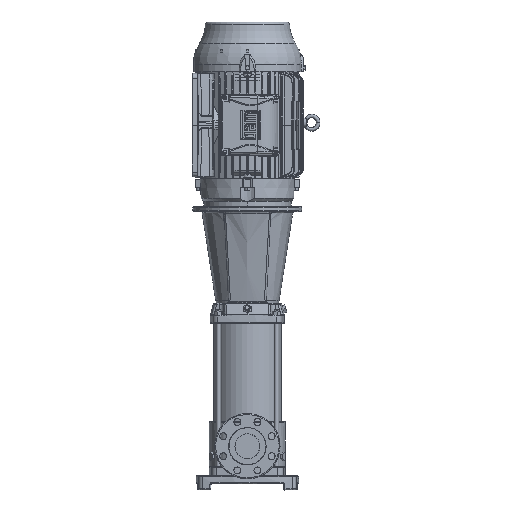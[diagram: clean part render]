
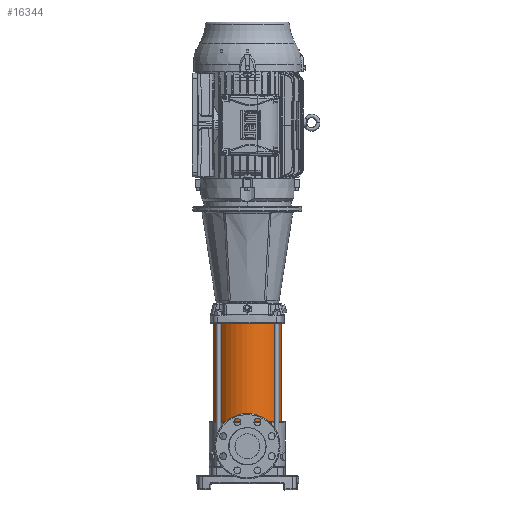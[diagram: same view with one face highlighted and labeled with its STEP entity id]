
A CAD part, top view. The second image highlights one B-rep face of the part: STEP entity #16344.
In plain terms, the highlighted cylindrical face has radius 108 mm (diameter 216 mm), a partial arc.
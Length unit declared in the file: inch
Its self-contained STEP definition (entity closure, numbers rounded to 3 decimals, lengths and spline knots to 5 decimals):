
#3913 = CARTESIAN_POINT ( 'NONE',  ( 0., 2.55906, 0. ) ) ;
#3927 = ORIENTED_EDGE ( 'NONE', *, *, #150796, .T. ) ;
#5909 = EDGE_LOOP ( 'NONE', ( #76158, #85734, #3927, #115421 ) ) ;
#10583 = VERTEX_POINT ( 'NONE', #83496 ) ;
#14029 = CARTESIAN_POINT ( 'NONE',  ( 0., 2.55906, -4.25197 ) ) ;
#16344 = ADVANCED_FACE ( 'NONE', ( #93832 ), #95506, .T. ) ;
#21582 = DIRECTION ( 'NONE',  ( 0., 1., 0. ) ) ;
#22091 = LINE ( 'NONE', #148912, #161817 ) ;
#25638 = EDGE_CURVE ( 'NONE', #160505, #34705, #130519, .T. ) ;
#26011 = EDGE_CURVE ( 'NONE', #76930, #10583, #94941, .T. ) ;
#34705 = VERTEX_POINT ( 'NONE', #62589 ) ;
#47284 = LINE ( 'NONE', #110711, #100010 ) ;
#48495 = AXIS2_PLACEMENT_3D ( 'NONE', #129826, #142692, #168407 ) ;
#62589 = CARTESIAN_POINT ( 'NONE',  ( 0., 14.97244, -4.25197 ) ) ;
#76158 = ORIENTED_EDGE ( 'NONE', *, *, #135779, .F. ) ;
#76930 = VERTEX_POINT ( 'NONE', #14029 ) ;
#77399 = DIRECTION ( 'NONE',  ( 0., 0., 1. ) ) ;
#83496 = CARTESIAN_POINT ( 'NONE',  ( 0., 2.55906, 4.25197 ) ) ;
#85734 = ORIENTED_EDGE ( 'NONE', *, *, #26011, .T. ) ;
#93832 = FACE_OUTER_BOUND ( 'NONE', #5909, .T. ) ;
#94941 = CIRCLE ( 'NONE', #116860, 4.25197 ) ;
#95506 = CYLINDRICAL_SURFACE ( 'NONE', #140490, 4.25197 ) ;
#100010 = VECTOR ( 'NONE', #21582, 39.37008 ) ;
#110711 = CARTESIAN_POINT ( 'NONE',  ( 0., 2.55906, 4.25197 ) ) ;
#115421 = ORIENTED_EDGE ( 'NONE', *, *, #25638, .T. ) ;
#116860 = AXIS2_PLACEMENT_3D ( 'NONE', #120779, #145644, #77399 ) ;
#120779 = CARTESIAN_POINT ( 'NONE',  ( 0., 2.55906, 0. ) ) ;
#121332 = CARTESIAN_POINT ( 'NONE',  ( 0., 14.97244, 4.25197 ) ) ;
#129826 = CARTESIAN_POINT ( 'NONE',  ( 0., 14.97244, 0. ) ) ;
#130519 = CIRCLE ( 'NONE', #48495, 4.25197 ) ;
#135722 = DIRECTION ( 'NONE',  ( 0., 0., 1. ) ) ;
#135779 = EDGE_CURVE ( 'NONE', #76930, #34705, #22091, .T. ) ;
#138553 = DIRECTION ( 'NONE',  ( 0., 1., 0. ) ) ;
#140490 = AXIS2_PLACEMENT_3D ( 'NONE', #3913, #147759, #135722 ) ;
#142692 = DIRECTION ( 'NONE',  ( 0., -1., 0. ) ) ;
#145644 = DIRECTION ( 'NONE',  ( 0., 1., 0. ) ) ;
#147759 = DIRECTION ( 'NONE',  ( 0., 1., 0. ) ) ;
#148912 = CARTESIAN_POINT ( 'NONE',  ( 0., 2.55906, -4.25197 ) ) ;
#150796 = EDGE_CURVE ( 'NONE', #10583, #160505, #47284, .T. ) ;
#160505 = VERTEX_POINT ( 'NONE', #121332 ) ;
#161817 = VECTOR ( 'NONE', #138553, 39.37008 ) ;
#168407 = DIRECTION ( 'NONE',  ( 0., 0., 1. ) ) ;
